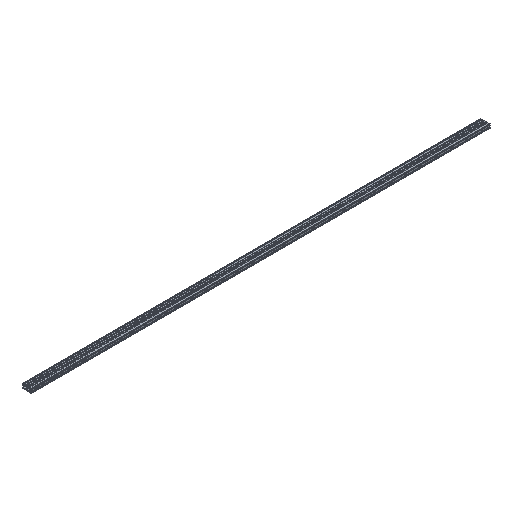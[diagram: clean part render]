
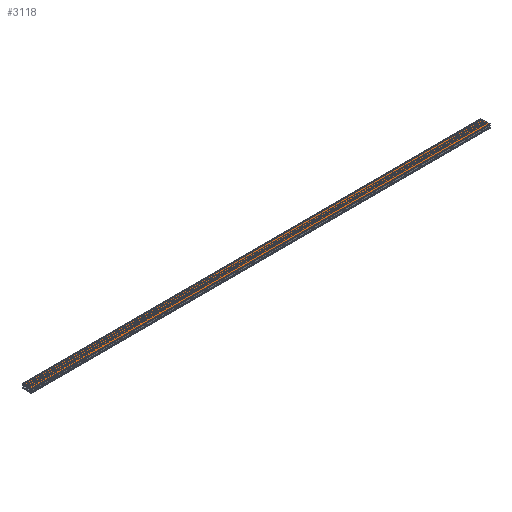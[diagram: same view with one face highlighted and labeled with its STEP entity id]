
A CAD part, isometric view. The second image highlights one B-rep face of the part: STEP entity #3118.
In plain terms, the highlighted planar face has unit normal (0, 0, 1).
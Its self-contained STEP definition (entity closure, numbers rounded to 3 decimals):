
#51 = VERTEX_POINT ( 'NONE', #4926 ) ;
#182 = EDGE_CURVE ( 'NONE', #11527, #7738, #12968, .T. ) ;
#437 = PLANE ( 'NONE',  #12934 ) ;
#996 = ORIENTED_EDGE ( 'NONE', *, *, #11162, .T. ) ;
#1868 = DIRECTION ( 'NONE',  ( -1., 0., 0. ) ) ;
#2506 = CARTESIAN_POINT ( 'NONE',  ( 6000., 1., 1. ) ) ;
#2572 = VERTEX_POINT ( 'NONE', #13089 ) ;
#3113 = CARTESIAN_POINT ( 'NONE',  ( 6000., 0., 1. ) ) ;
#3118 = ADVANCED_FACE ( 'NONE', ( #5033 ), #437, .F. ) ;
#3599 = LINE ( 'NONE', #2506, #6876 ) ;
#3873 = DIRECTION ( 'NONE',  ( 0., 0., -1. ) ) ;
#4352 = DIRECTION ( 'NONE',  ( 0., -1., 0. ) ) ;
#4888 = DIRECTION ( 'NONE',  ( 0., 1., 0. ) ) ;
#4926 = CARTESIAN_POINT ( 'NONE',  ( 6000., 1., 1. ) ) ;
#5033 = FACE_OUTER_BOUND ( 'NONE', #8684, .T. ) ;
#6030 = ORIENTED_EDGE ( 'NONE', *, *, #13191, .F. ) ;
#6192 = ORIENTED_EDGE ( 'NONE', *, *, #10516, .F. ) ;
#6845 = CARTESIAN_POINT ( 'NONE',  ( 0., 0., 1. ) ) ;
#6876 = VECTOR ( 'NONE', #6956, 1000. ) ;
#6956 = DIRECTION ( 'NONE',  ( -1., 0., 0. ) ) ;
#7101 = VECTOR ( 'NONE', #4352, 1000. ) ;
#7738 = VERTEX_POINT ( 'NONE', #13111 ) ;
#8684 = EDGE_LOOP ( 'NONE', ( #996, #6192, #6030, #9901 ) ) ;
#9170 = LINE ( 'NONE', #6845, #12953 ) ;
#9901 = ORIENTED_EDGE ( 'NONE', *, *, #182, .T. ) ;
#10516 = EDGE_CURVE ( 'NONE', #51, #2572, #3599, .T. ) ;
#11162 = EDGE_CURVE ( 'NONE', #7738, #2572, #9170, .T. ) ;
#11214 = CARTESIAN_POINT ( 'NONE',  ( 6000., 119.4, 1. ) ) ;
#11297 = DIRECTION ( 'NONE',  ( 0., -1., 0. ) ) ;
#11527 = VERTEX_POINT ( 'NONE', #11214 ) ;
#11871 = CARTESIAN_POINT ( 'NONE',  ( 6000., 119.4, 1. ) ) ;
#12566 = CARTESIAN_POINT ( 'NONE',  ( 6000., 0., 1. ) ) ;
#12934 = AXIS2_PLACEMENT_3D ( 'NONE', #12566, #3873, #4888 ) ;
#12953 = VECTOR ( 'NONE', #11297, 1000. ) ;
#12968 = LINE ( 'NONE', #11871, #13669 ) ;
#13089 = CARTESIAN_POINT ( 'NONE',  ( 0., 1., 1. ) ) ;
#13111 = CARTESIAN_POINT ( 'NONE',  ( 0., 119.4, 1. ) ) ;
#13191 = EDGE_CURVE ( 'NONE', #11527, #51, #14358, .T. ) ;
#13669 = VECTOR ( 'NONE', #1868, 1000. ) ;
#14358 = LINE ( 'NONE', #3113, #7101 ) ;
